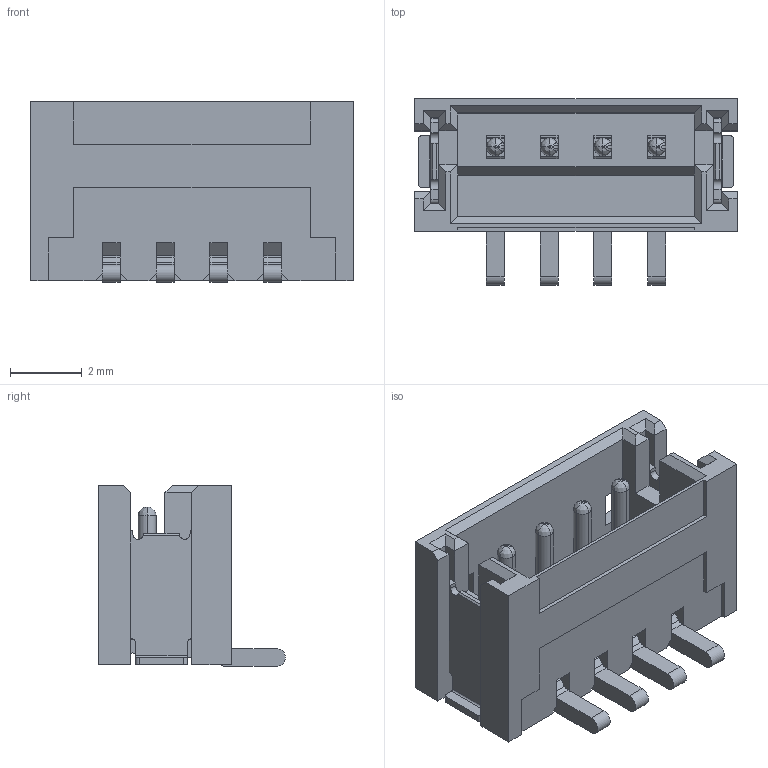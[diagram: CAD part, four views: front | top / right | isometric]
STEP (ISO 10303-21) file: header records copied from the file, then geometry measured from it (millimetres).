
FILE_DESCRIPTION(('FreeCAD Model'),'2;1');
FILE_NAME('Connector_CviLux_CI1504M1VR0_1x04-1MP_P1.50mm_Vertical.step','2020-02-21T12:39:51',( 'Author'),(''),'Open CASCADE STEP processor 7.3','FreeCAD','Unknown' );
FILE_SCHEMA(('AUTOMOTIVE_DESIGN { 1 0 10303 214 1 1 1 1 }'));
Length unit declared in the file: millimetre
Products named in the file (15): CI1504M1VR0-LF_1_ASM; X1_1_2000; KCI1511M1VR0--1_CI0003; CI1511M1VR0--1_CI10003; CI1511M1VR0--1_CI10004; KCI1511M1VR0-1-2-S0002; KCI1511M1VR0-1-1_C0002; KCI1511M1VR0--1_CI0004
Assembly tree (7 placements, depth 2):
  CI1504M1VR0-LF_1_ASM
    X1_1_2000
    KCI1511M1VR0--1_CI0003
    CI1511M1VR0--1_CI10003
    CI1511M1VR0--1_CI10004
    KCI1511M1VR0-1-2-S0002
    KCI1511M1VR0-1-1_C0002
    KCI1511M1VR0--1_CI0004
  KCI1511M1VR0--1_CI0003
  CI1511M1VR0--1_CI10003
  KCI1511M1VR0--1_CI0004
  KCI1511M1VR0-1-1_C0002
Bounding box: 9.01 x 5.21 x 5.05 mm (x, y, z)
Volume: 161.6 mm3; surface area: 781.5 mm2
Topology: 14 solids, 14 shells, 832 faces, 2280 edges, 1472 vertices
Faces by surface type: plane 552, cylinder 224, bspline 56
Entity records: 62921 total; most frequent: CARTESIAN_POINT 17796, DIRECTION 8292, LINE 5324, VECTOR 5324, ORIENTED_EDGE 4560, PCURVE 4560, DEFINITIONAL_REPRESENTATION 4560, EDGE_CURVE 2280
